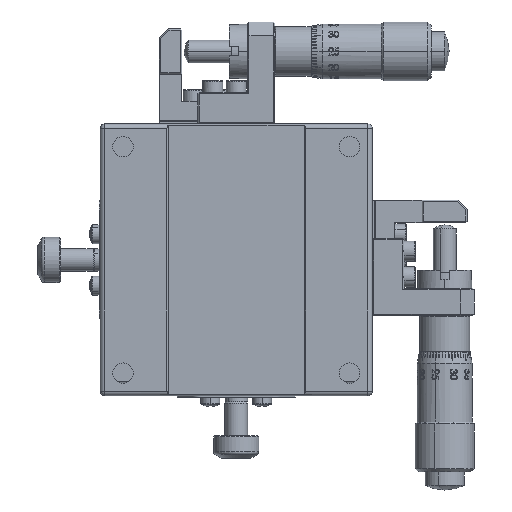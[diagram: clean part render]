
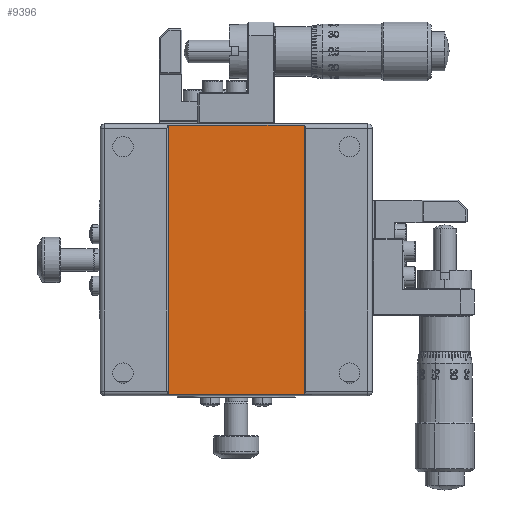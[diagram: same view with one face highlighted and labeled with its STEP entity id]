
A CAD part, front view. The second image highlights one B-rep face of the part: STEP entity #9396.
In plain terms, the highlighted planar face has unit normal (0, -1, 0).
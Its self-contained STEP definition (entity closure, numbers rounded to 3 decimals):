
#2696 = DIRECTION ( 'NONE',  ( 0., 1., 0. ) ) ;
#7400 = VECTOR ( 'NONE', #46085, 1000. ) ;
#8724 = CARTESIAN_POINT ( 'NONE',  ( -15., 0.3, -29.714 ) ) ;
#9396 = ADVANCED_FACE ( 'NONE', ( #19201 ), #136295, .F. ) ;
#10620 = CARTESIAN_POINT ( 'NONE',  ( -15., 0.3, 29.714 ) ) ;
#10691 = VERTEX_POINT ( 'NONE', #138976 ) ;
#14432 = VECTOR ( 'NONE', #131586, 1000. ) ;
#19201 = FACE_OUTER_BOUND ( 'NONE', #46202, .T. ) ;
#19856 = ORIENTED_EDGE ( 'NONE', *, *, #32741, .T. ) ;
#20570 = DIRECTION ( 'NONE',  ( 0., 0., 1. ) ) ;
#32741 = EDGE_CURVE ( 'NONE', #10691, #85288, #133075, .T. ) ;
#33823 = AXIS2_PLACEMENT_3D ( 'NONE', #69469, #2696, #80694 ) ;
#36014 = VECTOR ( 'NONE', #20570, 1000. ) ;
#37114 = LINE ( 'NONE', #125043, #7400 ) ;
#42346 = EDGE_CURVE ( 'NONE', #50639, #46488, #37114, .T. ) ;
#45910 = VECTOR ( 'NONE', #107000, 1000. ) ;
#46085 = DIRECTION ( 'NONE',  ( -1., 0., 0. ) ) ;
#46202 = EDGE_LOOP ( 'NONE', ( #94564, #19856, #88925, #129269 ) ) ;
#46488 = VERTEX_POINT ( 'NONE', #10620 ) ;
#50639 = VERTEX_POINT ( 'NONE', #79352 ) ;
#62544 = CARTESIAN_POINT ( 'NONE',  ( 15., 0.3, -30. ) ) ;
#67666 = CARTESIAN_POINT ( 'NONE',  ( 15., 0.3, -29.714 ) ) ;
#69469 = CARTESIAN_POINT ( 'NONE',  ( -15., 0.3, -30. ) ) ;
#76158 = CARTESIAN_POINT ( 'NONE',  ( -15., 0.3, -30. ) ) ;
#79352 = CARTESIAN_POINT ( 'NONE',  ( 15., 0.3, 29.714 ) ) ;
#80694 = DIRECTION ( 'NONE',  ( 0., 0., 1. ) ) ;
#84771 = EDGE_CURVE ( 'NONE', #10691, #46488, #124984, .T. ) ;
#85288 = VERTEX_POINT ( 'NONE', #67666 ) ;
#88925 = ORIENTED_EDGE ( 'NONE', *, *, #94055, .T. ) ;
#94055 = EDGE_CURVE ( 'NONE', #85288, #50639, #105316, .T. ) ;
#94564 = ORIENTED_EDGE ( 'NONE', *, *, #84771, .F. ) ;
#105316 = LINE ( 'NONE', #62544, #45910 ) ;
#107000 = DIRECTION ( 'NONE',  ( 0., 0., 1. ) ) ;
#124984 = LINE ( 'NONE', #76158, #36014 ) ;
#125043 = CARTESIAN_POINT ( 'NONE',  ( 15., 0.3, 29.714 ) ) ;
#129269 = ORIENTED_EDGE ( 'NONE', *, *, #42346, .T. ) ;
#131586 = DIRECTION ( 'NONE',  ( 1., 0., 0. ) ) ;
#133075 = LINE ( 'NONE', #8724, #14432 ) ;
#136295 = PLANE ( 'NONE',  #33823 ) ;
#138976 = CARTESIAN_POINT ( 'NONE',  ( -15., 0.3, -29.714 ) ) ;
